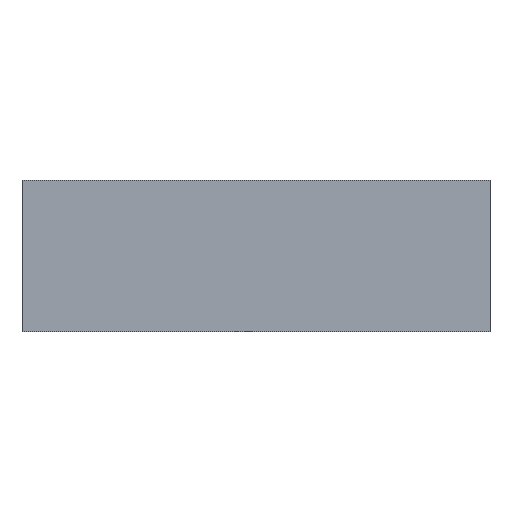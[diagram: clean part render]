
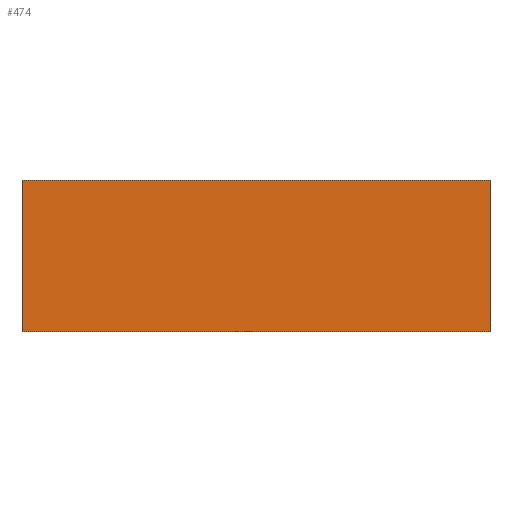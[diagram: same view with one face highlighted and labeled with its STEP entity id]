
A CAD part, front view. The second image highlights one B-rep face of the part: STEP entity #474.
In plain terms, the highlighted planar face has unit normal (0, -1, 0).
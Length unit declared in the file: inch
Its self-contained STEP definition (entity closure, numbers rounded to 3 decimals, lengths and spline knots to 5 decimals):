
#474 = ADVANCED_FACE( '', ( #1062 ), #1063, .F. );
#1062 = FACE_OUTER_BOUND( '', #1739, .T. );
#1063 = PLANE( '', #1740 );
#1739 = EDGE_LOOP( '', ( #2944, #2945, #2946, #2947 ) );
#1740 = AXIS2_PLACEMENT_3D( '', #2948, #2949, #2950 );
#2944 = ORIENTED_EDGE( '', *, *, #3973, .T. );
#2945 = ORIENTED_EDGE( '', *, *, #3974, .F. );
#2946 = ORIENTED_EDGE( '', *, *, #3804, .F. );
#2947 = ORIENTED_EDGE( '', *, *, #3870, .T. );
#2948 = CARTESIAN_POINT( '', ( 0., 0., 1.5 ) );
#2949 = DIRECTION( '', ( 0., 1., 0. ) );
#2950 = DIRECTION( '', ( 0., 0., 1. ) );
#3804 = EDGE_CURVE( '', #4583, #4585, #4586, .T. );
#3870 = EDGE_CURVE( '', #4583, #4683, #4685, .T. );
#3973 = EDGE_CURVE( '', #4683, #4825, #4826, .T. );
#3974 = EDGE_CURVE( '', #4585, #4825, #4827, .T. );
#4583 = VERTEX_POINT( '', #5583 );
#4585 = VERTEX_POINT( '', #5586 );
#4586 = LINE( '', #5587, #5588 );
#4683 = VERTEX_POINT( '', #5717 );
#4685 = LINE( '', #5720, #5721 );
#4825 = VERTEX_POINT( '', #5904 );
#4826 = LINE( '', #5905, #5906 );
#4827 = LINE( '', #5907, #5908 );
#5583 = CARTESIAN_POINT( '', ( 0., 0., 1.5 ) );
#5586 = CARTESIAN_POINT( '', ( 4.625, 0., 1.5 ) );
#5587 = CARTESIAN_POINT( '', ( 0., 0., 1.5 ) );
#5588 = VECTOR( '', #6502, 39.37008 );
#5717 = CARTESIAN_POINT( '', ( 0., 0., 0. ) );
#5720 = CARTESIAN_POINT( '', ( 0., 0., 1.5 ) );
#5721 = VECTOR( '', #6563, 39.37008 );
#5904 = CARTESIAN_POINT( '', ( 4.625, 0., 0. ) );
#5905 = CARTESIAN_POINT( '', ( 0., 0., 0. ) );
#5906 = VECTOR( '', #6667, 39.37008 );
#5907 = CARTESIAN_POINT( '', ( 4.625, 0., 1.5 ) );
#5908 = VECTOR( '', #6668, 39.37008 );
#6502 = DIRECTION( '', ( 1., 0., 0. ) );
#6563 = DIRECTION( '', ( 0., 0., -1. ) );
#6667 = DIRECTION( '', ( 1., 0., 0. ) );
#6668 = DIRECTION( '', ( 0., 0., -1. ) );
